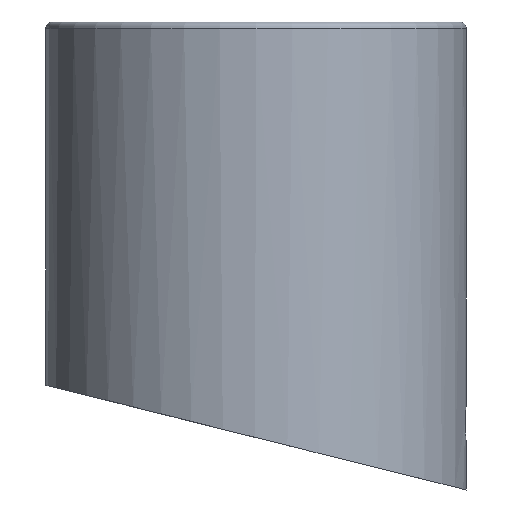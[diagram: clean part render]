
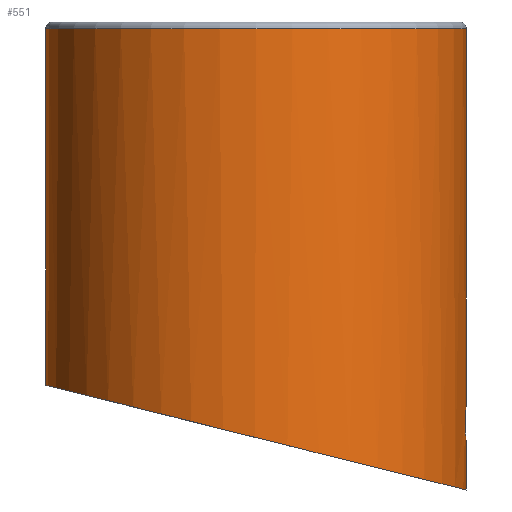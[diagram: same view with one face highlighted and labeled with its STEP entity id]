
A CAD part, front view. The second image highlights one B-rep face of the part: STEP entity #551.
In plain terms, the highlighted cylindrical face has radius 31.45 mm (diameter 62.9 mm), a partial arc.
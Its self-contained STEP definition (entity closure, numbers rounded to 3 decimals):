
#445=AXIS2_PLACEMENT_3D('Cylinder Axis2P3D',#442,#443,#444) ;
#538=AXIS2_PLACEMENT_3D('Circle Axis2P3D',#536,#537,$) ;
#261=CARTESIAN_POINT('Vertex',(31.45,0.,-57.005)) ;
#265=CARTESIAN_POINT('Control Point',(31.324,-2.813,-61.438)) ;
#266=CARTESIAN_POINT('Control Point',(31.269,-3.426,-60.317)) ;
#267=CARTESIAN_POINT('Control Point',(31.245,-3.448,-58.861)) ;
#268=CARTESIAN_POINT('Control Point',(31.384,-2.599,-57.528)) ;
#269=CARTESIAN_POINT('Control Point',(31.45,-1.277,-56.929)) ;
#270=CARTESIAN_POINT('Control Point',(31.45,0.,-57.005)) ;
#271=CARTESIAN_POINT('Vertex',(31.324,-2.813,-61.438)) ;
#293=CARTESIAN_POINT('Control Point',(31.324,-2.813,-61.438)) ;
#294=CARTESIAN_POINT('Control Point',(31.36,-2.406,-62.183)) ;
#295=CARTESIAN_POINT('Control Point',(31.418,-1.717,-62.775)) ;
#296=CARTESIAN_POINT('Control Point',(31.45,-0.847,-63.046)) ;
#297=CARTESIAN_POINT('Control Point',(31.45,0.,-62.995)) ;
#298=CARTESIAN_POINT('Vertex',(31.45,0.,-62.995)) ;
#442=CARTESIAN_POINT('Axis2P3D Location',(0.,0.,-35.)) ;
#447=CARTESIAN_POINT('Line Origine',(31.45,0.,-35.)) ;
#451=CARTESIAN_POINT('Vertex',(31.45,0.,-1.)) ;
#454=CARTESIAN_POINT('Line Origine',(31.45,0.,-35.)) ;
#458=CARTESIAN_POINT('Vertex',(31.45,0.,-70.)) ;
#485=CARTESIAN_POINT('Vertex',(-31.45,0.,-54.317)) ;
#488=CARTESIAN_POINT('Line Origine',(-31.45,0.,-35.)) ;
#492=CARTESIAN_POINT('Vertex',(-31.45,0.,-1.)) ;
#512=CARTESIAN_POINT('Control Point',(-31.45,0.,-54.317)) ;
#513=CARTESIAN_POINT('Control Point',(-31.45,-4.483,-54.317)) ;
#514=CARTESIAN_POINT('Control Point',(-30.651,-8.966,-54.517)) ;
#515=CARTESIAN_POINT('Control Point',(-29.053,-13.245,-54.915)) ;
#516=CARTESIAN_POINT('Control Point',(-24.165,-21.471,-56.134)) ;
#517=CARTESIAN_POINT('Control Point',(-16.694,-27.342,-57.997)) ;
#518=CARTESIAN_POINT('Control Point',(-12.214,-29.605,-59.113)) ;
#519=CARTESIAN_POINT('Control Point',(-2.431,-32.346,-61.553)) ;
#520=CARTESIAN_POINT('Control Point',(7.659,-31.151,-64.068)) ;
#521=CARTESIAN_POINT('Control Point',(12.64,-29.493,-65.31)) ;
#522=CARTESIAN_POINT('Control Point',(21.716,-24.2,-67.573)) ;
#523=CARTESIAN_POINT('Control Point',(28.04,-15.653,-69.15)) ;
#524=CARTESIAN_POINT('Control Point',(30.283,-10.724,-69.709)) ;
#525=CARTESIAN_POINT('Control Point',(31.419,-5.455,-69.992)) ;
#526=CARTESIAN_POINT('Control Point',(31.449,-0.18,-70.)) ;
#527=CARTESIAN_POINT('Vertex',(31.449,-0.18,-70.)) ;
#531=CARTESIAN_POINT('Control Point',(31.449,-0.18,-70.)) ;
#532=CARTESIAN_POINT('Control Point',(31.45,-0.12,-70.)) ;
#533=CARTESIAN_POINT('Control Point',(31.45,-0.06,-70.)) ;
#534=CARTESIAN_POINT('Control Point',(31.45,0.,-70.)) ;
#536=CARTESIAN_POINT('Axis2P3D Location',(0.,0.,-1.)) ;
#443=DIRECTION('Axis2P3D Direction',(0.,0.,1.)) ;
#444=DIRECTION('Axis2P3D XDirection',(1.,0.,0.)) ;
#448=DIRECTION('Vector Direction',(0.,0.,1.)) ;
#455=DIRECTION('Vector Direction',(0.,0.,1.)) ;
#489=DIRECTION('Vector Direction',(0.,0.,1.)) ;
#537=DIRECTION('Axis2P3D Direction',(0.,0.,1.)) ;
#449=VECTOR('Line Direction',#448,1.) ;
#456=VECTOR('Line Direction',#455,1.) ;
#490=VECTOR('Line Direction',#489,1.) ;
#542=ORIENTED_EDGE('',*,*,#494,.T.) ;
#543=ORIENTED_EDGE('',*,*,#529,.T.) ;
#544=ORIENTED_EDGE('',*,*,#535,.T.) ;
#545=ORIENTED_EDGE('',*,*,#460,.F.) ;
#546=ORIENTED_EDGE('',*,*,#300,.F.) ;
#547=ORIENTED_EDGE('',*,*,#273,.T.) ;
#548=ORIENTED_EDGE('',*,*,#453,.F.) ;
#549=ORIENTED_EDGE('',*,*,#540,.F.) ;
#551=ADVANCED_FACE('PartBody',(#550),#446,.T.) ;
#264=B_SPLINE_CURVE_WITH_KNOTS('',5,(#265,#266,#267,#268,#269,#270),.UNSPECIFIED.,.F.,.U.,(6,6),(0.,9.046),.UNSPECIFIED.) ;
#292=B_SPLINE_CURVE_WITH_KNOTS('',4,(#293,#294,#295,#296,#297),.UNSPECIFIED.,.F.,.U.,(5,5),(0.,4.802),.UNSPECIFIED.) ;
#511=B_SPLINE_CURVE_WITH_KNOTS('',5,(#512,#513,#514,#515,#516,#517,#518,#519,#520,#521,#522,#523,#524,#525,#526),.UNSPECIFIED.,.F.,.U.,(6,3,3,3,6),(0.,31.699,67.166,104.317,141.62),.UNSPECIFIED.) ;
#530=B_SPLINE_CURVE_WITH_KNOTS('',3,(#531,#532,#533,#534),.UNSPECIFIED.,.F.,.U.,(4,4),(0.,0.255),.UNSPECIFIED.) ;
#539=CIRCLE('generated circle',#538,31.45) ;
#446=CYLINDRICAL_SURFACE('generated cylinder',#445,31.45) ;
#273=EDGE_CURVE('',#272,#262,#264,.T.) ;
#300=EDGE_CURVE('',#272,#299,#292,.T.) ;
#453=EDGE_CURVE('',#452,#262,#450,.F.) ;
#460=EDGE_CURVE('',#299,#459,#457,.F.) ;
#494=EDGE_CURVE('',#493,#486,#491,.F.) ;
#529=EDGE_CURVE('',#486,#528,#511,.T.) ;
#535=EDGE_CURVE('',#528,#459,#530,.T.) ;
#540=EDGE_CURVE('',#493,#452,#539,.T.) ;
#541=EDGE_LOOP('',(#542,#543,#544,#545,#546,#547,#548,#549)) ;
#550=FACE_OUTER_BOUND('',#541,.T.) ;
#450=LINE('Line',#447,#449) ;
#457=LINE('Line',#454,#456) ;
#491=LINE('Line',#488,#490) ;
#262=VERTEX_POINT('',#261) ;
#272=VERTEX_POINT('',#271) ;
#299=VERTEX_POINT('',#298) ;
#452=VERTEX_POINT('',#451) ;
#459=VERTEX_POINT('',#458) ;
#486=VERTEX_POINT('',#485) ;
#493=VERTEX_POINT('',#492) ;
#528=VERTEX_POINT('',#527) ;
